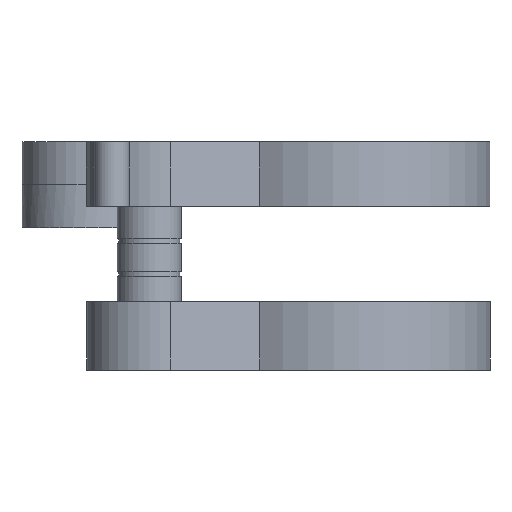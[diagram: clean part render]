
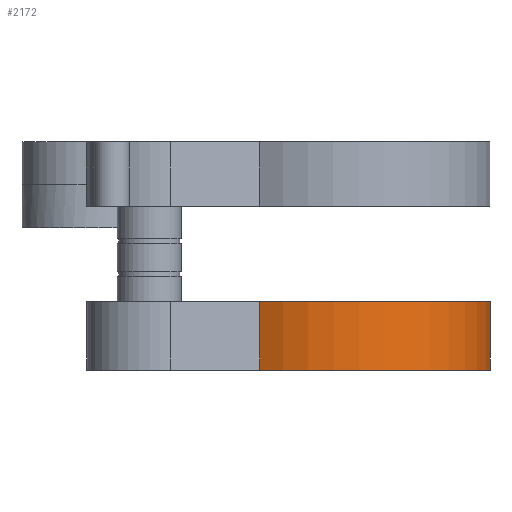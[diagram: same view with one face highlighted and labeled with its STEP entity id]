
A CAD part, front view. The second image highlights one B-rep face of the part: STEP entity #2172.
In plain terms, the highlighted cylindrical face has radius 35.995 mm (diameter 71.989 mm), a partial arc.
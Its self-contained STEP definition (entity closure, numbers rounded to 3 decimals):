
#488 = PLANE('',#489);
#489 = AXIS2_PLACEMENT_3D('',#490,#491,#492);
#490 = CARTESIAN_POINT('',(5.057,-13.717,1.7));
#491 = DIRECTION('',(0.,0.,1.));
#492 = DIRECTION('',(1.,0.,0.));
#712 = VERTEX_POINT('',#713);
#713 = CARTESIAN_POINT('',(25.816,-6.161,1.7));
#727 = PLANE('',#728);
#728 = AXIS2_PLACEMENT_3D('',#729,#730,#731);
#729 = CARTESIAN_POINT('',(5.057,-13.717,1.7));
#730 = DIRECTION('',(0.342,-0.94,0.)
  );
#731 = DIRECTION('',(0.94,0.342,0.)
  );
#739 = EDGE_CURVE('',#740,#712,#742,.T.);
#740 = VERTEX_POINT('',#741);
#741 = CARTESIAN_POINT('',(54.747,59.323,1.7));
#742 = SURFACE_CURVE('',#743,(#748,#759),.PCURVE_S1.);
#743 = CIRCLE('',#744,35.995);
#744 = AXIS2_PLACEMENT_3D('',#745,#746,#747);
#745 = CARTESIAN_POINT('',(43.747,25.05,1.7));
#746 = DIRECTION('',(0.,0.,-1.));
#747 = DIRECTION('',(1.,0.,0.));
#748 = PCURVE('',#488,#749);
#749 = DEFINITIONAL_REPRESENTATION('',(#750),#758);
#750 = ( BOUNDED_CURVE() B_SPLINE_CURVE(2,(#751,#752,#753,#754,#755,#756
,#757),.UNSPECIFIED.,.T.,.F.) B_SPLINE_CURVE_WITH_KNOTS((1,2,2,2,2,1),(
    -2.094,0.,2.094,4.189,6.283,
8.378),.UNSPECIFIED.) CURVE() GEOMETRIC_REPRESENTATION_ITEM() 
RATIONAL_B_SPLINE_CURVE((1.,0.5,1.,0.5,1.,0.5,1.)) REPRESENTATION_ITEM(
  '') );
#751 = CARTESIAN_POINT('',(74.684,38.766));
#752 = CARTESIAN_POINT('',(74.684,-23.578));
#753 = CARTESIAN_POINT('',(20.692,7.594));
#754 = CARTESIAN_POINT('',(-33.3,38.766));
#755 = CARTESIAN_POINT('',(20.692,69.939));
#756 = CARTESIAN_POINT('',(74.684,101.111));
#757 = CARTESIAN_POINT('',(74.684,38.766));
#758 = ( GEOMETRIC_REPRESENTATION_CONTEXT(2) 
PARAMETRIC_REPRESENTATION_CONTEXT() REPRESENTATION_CONTEXT('2D SPACE',''
  ) );
#759 = PCURVE('',#760,#765);
#760 = CYLINDRICAL_SURFACE('',#761,35.995);
#761 = AXIS2_PLACEMENT_3D('',#762,#763,#764);
#762 = CARTESIAN_POINT('',(43.747,25.05,1.7));
#763 = DIRECTION('',(0.,0.,1.));
#764 = DIRECTION('',(1.,0.,0.));
#765 = DEFINITIONAL_REPRESENTATION('',(#766),#770);
#766 = LINE('',#767,#768);
#767 = CARTESIAN_POINT('',(0.,0.));
#768 = VECTOR('',#769,1.);
#769 = DIRECTION('',(-1.,0.));
#770 = ( GEOMETRIC_REPRESENTATION_CONTEXT(2) 
PARAMETRIC_REPRESENTATION_CONTEXT() REPRESENTATION_CONTEXT('2D SPACE',''
  ) );
#788 = PLANE('',#789);
#789 = AXIS2_PLACEMENT_3D('',#790,#791,#792);
#790 = CARTESIAN_POINT('',(54.747,59.323,1.7));
#791 = DIRECTION('',(1.,0.,0.));
#792 = DIRECTION('',(0.,1.,0.));
#1208 = PLANE('',#1209);
#1209 = AXIS2_PLACEMENT_3D('',#1210,#1211,#1212);
#1210 = CARTESIAN_POINT('',(5.057,-13.717,-14.3));
#1211 = DIRECTION('',(0.,0.,1.));
#1212 = DIRECTION('',(1.,0.,0.));
#2080 = VERTEX_POINT('',#2081);
#2081 = CARTESIAN_POINT('',(25.816,-6.161,-14.3));
#2102 = EDGE_CURVE('',#712,#2080,#2103,.T.);
#2103 = SURFACE_CURVE('',#2104,(#2108,#2115),.PCURVE_S1.);
#2104 = LINE('',#2105,#2106);
#2105 = CARTESIAN_POINT('',(25.816,-6.161,1.7));
#2106 = VECTOR('',#2107,1.);
#2107 = DIRECTION('',(0.,0.,-1.));
#2108 = PCURVE('',#727,#2109);
#2109 = DEFINITIONAL_REPRESENTATION('',(#2110),#2114);
#2110 = LINE('',#2111,#2112);
#2111 = CARTESIAN_POINT('',(22.091,0.));
#2112 = VECTOR('',#2113,1.);
#2113 = DIRECTION('',(0.,-1.));
#2114 = ( GEOMETRIC_REPRESENTATION_CONTEXT(2) 
PARAMETRIC_REPRESENTATION_CONTEXT() REPRESENTATION_CONTEXT('2D SPACE',''
  ) );
#2115 = PCURVE('',#760,#2116);
#2116 = DEFINITIONAL_REPRESENTATION('',(#2117),#2121);
#2117 = LINE('',#2118,#2119);
#2118 = CARTESIAN_POINT('',(-8.375,0.));
#2119 = VECTOR('',#2120,1.);
#2120 = DIRECTION('',(0.,-1.));
#2121 = ( GEOMETRIC_REPRESENTATION_CONTEXT(2) 
PARAMETRIC_REPRESENTATION_CONTEXT() REPRESENTATION_CONTEXT('2D SPACE',''
  ) );
#2172 = ADVANCED_FACE('',(#2173),#760,.T.);
#2173 = FACE_BOUND('',#2174,.F.);
#2174 = EDGE_LOOP('',(#2175,#2198,#2224,#2225));
#2175 = ORIENTED_EDGE('',*,*,#2176,.T.);
#2176 = EDGE_CURVE('',#740,#2177,#2179,.T.);
#2177 = VERTEX_POINT('',#2178);
#2178 = CARTESIAN_POINT('',(54.747,59.323,-14.3));
#2179 = SURFACE_CURVE('',#2180,(#2184,#2191),.PCURVE_S1.);
#2180 = LINE('',#2181,#2182);
#2181 = CARTESIAN_POINT('',(54.747,59.323,1.7));
#2182 = VECTOR('',#2183,1.);
#2183 = DIRECTION('',(0.,0.,-1.));
#2184 = PCURVE('',#760,#2185);
#2185 = DEFINITIONAL_REPRESENTATION('',(#2186),#2190);
#2186 = LINE('',#2187,#2188);
#2187 = CARTESIAN_POINT('',(-5.023,0.));
#2188 = VECTOR('',#2189,1.);
#2189 = DIRECTION('',(0.,-1.));
#2190 = ( GEOMETRIC_REPRESENTATION_CONTEXT(2) 
PARAMETRIC_REPRESENTATION_CONTEXT() REPRESENTATION_CONTEXT('2D SPACE',''
  ) );
#2191 = PCURVE('',#788,#2192);
#2192 = DEFINITIONAL_REPRESENTATION('',(#2193),#2197);
#2193 = LINE('',#2194,#2195);
#2194 = CARTESIAN_POINT('',(0.,0.));
#2195 = VECTOR('',#2196,1.);
#2196 = DIRECTION('',(0.,-1.));
#2197 = ( GEOMETRIC_REPRESENTATION_CONTEXT(2) 
PARAMETRIC_REPRESENTATION_CONTEXT() REPRESENTATION_CONTEXT('2D SPACE',''
  ) );
#2198 = ORIENTED_EDGE('',*,*,#2199,.T.);
#2199 = EDGE_CURVE('',#2177,#2080,#2200,.T.);
#2200 = SURFACE_CURVE('',#2201,(#2206,#2213),.PCURVE_S1.);
#2201 = CIRCLE('',#2202,35.995);
#2202 = AXIS2_PLACEMENT_3D('',#2203,#2204,#2205);
#2203 = CARTESIAN_POINT('',(43.747,25.05,-14.3));
#2204 = DIRECTION('',(0.,0.,-1.));
#2205 = DIRECTION('',(1.,0.,0.));
#2206 = PCURVE('',#760,#2207);
#2207 = DEFINITIONAL_REPRESENTATION('',(#2208),#2212);
#2208 = LINE('',#2209,#2210);
#2209 = CARTESIAN_POINT('',(0.,-16.));
#2210 = VECTOR('',#2211,1.);
#2211 = DIRECTION('',(-1.,0.));
#2212 = ( GEOMETRIC_REPRESENTATION_CONTEXT(2) 
PARAMETRIC_REPRESENTATION_CONTEXT() REPRESENTATION_CONTEXT('2D SPACE',''
  ) );
#2213 = PCURVE('',#1208,#2214);
#2214 = DEFINITIONAL_REPRESENTATION('',(#2215),#2223);
#2215 = ( BOUNDED_CURVE() B_SPLINE_CURVE(2,(#2216,#2217,#2218,#2219,
#2220,#2221,#2222),.UNSPECIFIED.,.T.,.F.) B_SPLINE_CURVE_WITH_KNOTS((1,2
    ,2,2,2,1),(-2.094,0.,2.094,4.189,
6.283,8.378),.UNSPECIFIED.) CURVE() 
GEOMETRIC_REPRESENTATION_ITEM() RATIONAL_B_SPLINE_CURVE((1.,0.5,1.,0.5,
1.,0.5,1.)) REPRESENTATION_ITEM('') );
#2216 = CARTESIAN_POINT('',(74.684,38.766));
#2217 = CARTESIAN_POINT('',(74.684,-23.578));
#2218 = CARTESIAN_POINT('',(20.692,7.594));
#2219 = CARTESIAN_POINT('',(-33.3,38.766));
#2220 = CARTESIAN_POINT('',(20.692,69.939));
#2221 = CARTESIAN_POINT('',(74.684,101.111));
#2222 = CARTESIAN_POINT('',(74.684,38.766));
#2223 = ( GEOMETRIC_REPRESENTATION_CONTEXT(2) 
PARAMETRIC_REPRESENTATION_CONTEXT() REPRESENTATION_CONTEXT('2D SPACE',''
  ) );
#2224 = ORIENTED_EDGE('',*,*,#2102,.F.);
#2225 = ORIENTED_EDGE('',*,*,#739,.F.);
